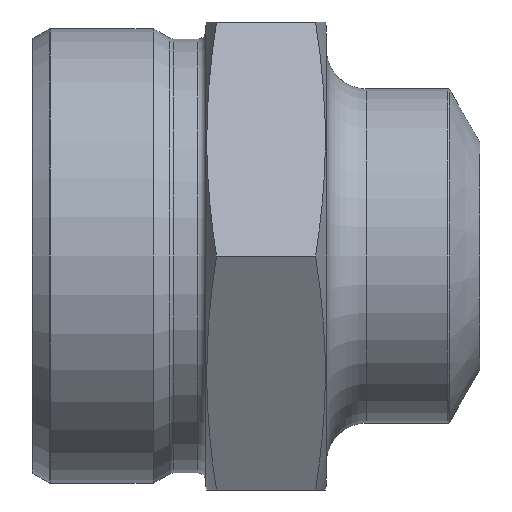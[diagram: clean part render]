
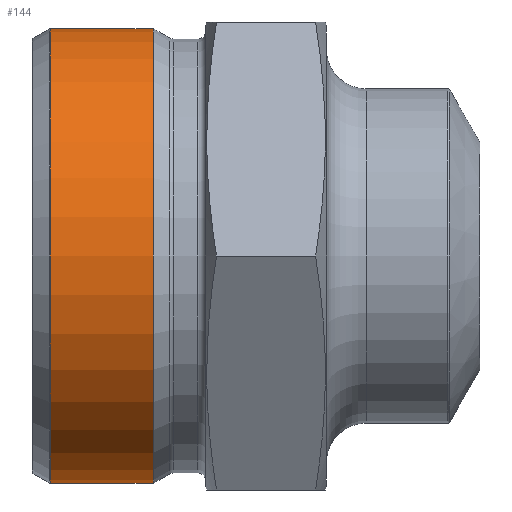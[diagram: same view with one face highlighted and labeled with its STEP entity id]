
A CAD part, front view. The second image highlights one B-rep face of the part: STEP entity #144.
In plain terms, the highlighted cylindrical face has radius 34 mm (diameter 68 mm), a full revolution.
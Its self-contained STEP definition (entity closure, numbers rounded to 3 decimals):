
#124=CYLINDRICAL_SURFACE('',#527,34.);
#144=ADVANCED_FACE('',(#203,#204),#124,.T.);
#203=FACE_BOUND('',#259,.T.);
#204=FACE_BOUND('',#260,.T.);
#259=EDGE_LOOP('',(#331));
#260=EDGE_LOOP('',(#332));
#331=ORIENTED_EDGE('',*,*,#459,.T.);
#332=ORIENTED_EDGE('',*,*,#460,.T.);
#420=VERTEX_POINT('',#801);
#421=VERTEX_POINT('',#803);
#459=EDGE_CURVE('',#420,#420,#492,.T.);
#460=EDGE_CURVE('',#421,#421,#493,.T.);
#492=CIRCLE('',#525,34.);
#493=CIRCLE('',#526,34.);
#525=AXIS2_PLACEMENT_3D('',#800,#600,#601);
#526=AXIS2_PLACEMENT_3D('',#802,#602,#603);
#527=AXIS2_PLACEMENT_3D('',#804,#604,#605);
#600=DIRECTION('',(-1.,0.,0.));
#601=DIRECTION('',(0.,0.,-1.));
#602=DIRECTION('',(1.,0.,0.));
#603=DIRECTION('',(0.,0.,-1.));
#604=DIRECTION('',(-1.,0.,0.));
#605=DIRECTION('',(0.,0.,1.));
#800=CARTESIAN_POINT('',(18.112,0.,0.));
#801=CARTESIAN_POINT('',(18.112,0.,-34.));
#802=CARTESIAN_POINT('',(2.754,0.,0.));
#803=CARTESIAN_POINT('',(2.754,0.,-34.));
#804=CARTESIAN_POINT('',(0.,0.,0.));
